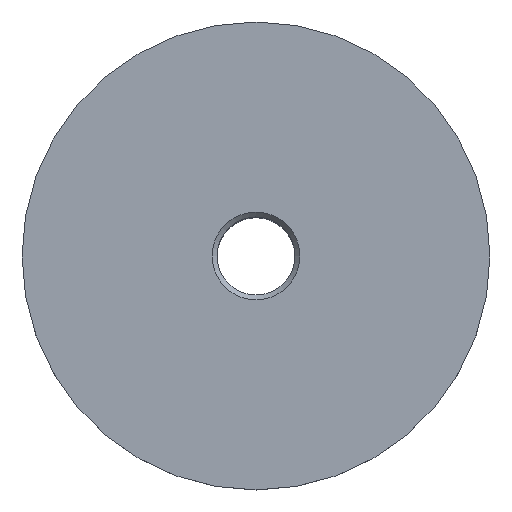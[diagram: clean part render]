
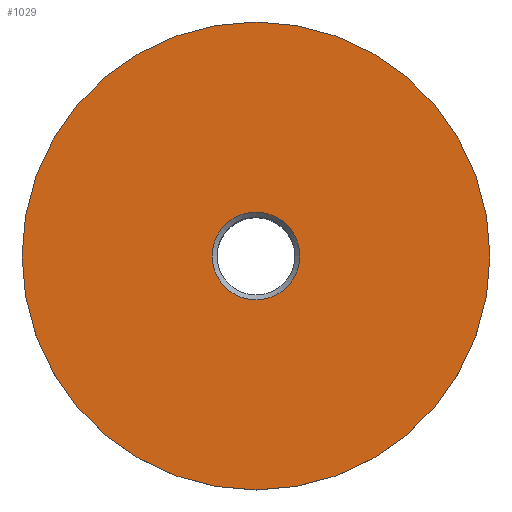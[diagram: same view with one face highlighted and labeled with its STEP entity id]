
A CAD part, top view. The second image highlights one B-rep face of the part: STEP entity #1029.
In plain terms, the highlighted planar face has unit normal (0, 0, 1).
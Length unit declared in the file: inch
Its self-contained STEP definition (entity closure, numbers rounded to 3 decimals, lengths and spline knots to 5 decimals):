
#146=PLANE($,#1110);
#253=FACE_BOUND($,#340,.T.);
#264=FACE_OUTER_BOUND($,#339,.T.);
#339=EDGE_LOOP($,(#717));
#340=EDGE_LOOP($,(#718));
#410=CIRCLE($,#1109,0.14063);
#411=CIRCLE($,#1111,0.75);
#440=VERTEX_POINT($,#1433);
#441=VERTEX_POINT($,#1436);
#550=EDGE_CURVE($,#440,#440,#410,.T.);
#551=EDGE_CURVE($,#441,#441,#411,.T.);
#717=ORIENTED_EDGE($,*,*,#551,.F.);
#718=ORIENTED_EDGE($,*,*,#550,.F.);
#1029=ADVANCED_FACE($,(#264,#253),#146,.T.);
#1109=AXIS2_PLACEMENT_3D($,#1434,#1204,#1205);
#1110=AXIS2_PLACEMENT_3D($,#1435,#1206,#1207);
#1111=AXIS2_PLACEMENT_3D($,#1437,#1208,#1209);
#1204=DIRECTION('center_axis',(0.,0.,1.));
#1205=DIRECTION('ref_axis',(-1.,0.,0.));
#1206=DIRECTION('center_axis',(0.,0.,1.));
#1207=DIRECTION('ref_axis',(1.,0.,0.));
#1208=DIRECTION('center_axis',(0.,0.,-1.));
#1209=DIRECTION('ref_axis',(-1.,0.,0.));
#1433=CARTESIAN_POINT('',(0.14063,0.,0.));
#1434=CARTESIAN_POINT('Origin',(0.,0.,0.));
#1435=CARTESIAN_POINT('Origin',(0.,0.,0.));
#1436=CARTESIAN_POINT('',(0.75,0.,0.));
#1437=CARTESIAN_POINT('Origin',(0.,0.,0.));
